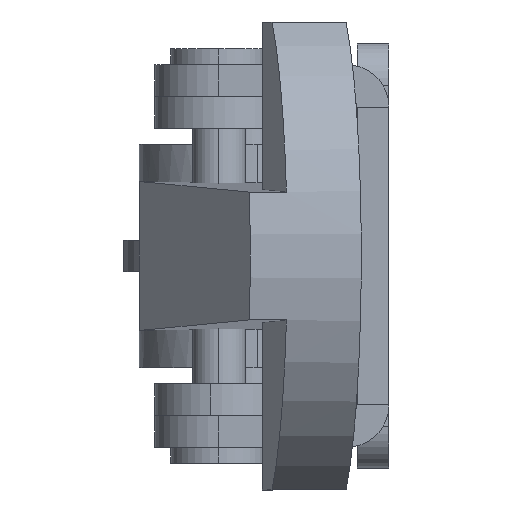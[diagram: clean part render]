
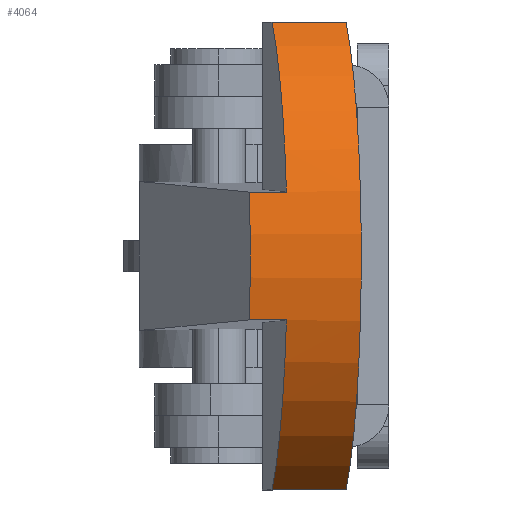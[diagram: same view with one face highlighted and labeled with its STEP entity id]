
A CAD part, left-side view. The second image highlights one B-rep face of the part: STEP entity #4064.
In plain terms, the highlighted cylindrical face has radius 25 mm (diameter 50 mm), a partial arc.
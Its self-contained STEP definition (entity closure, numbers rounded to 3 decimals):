
#97 = VERTEX_POINT ( 'NONE', #1296 ) ;
#142 = DIRECTION ( 'NONE',  ( 0., 1., 0. ) ) ;
#215 = DIRECTION ( 'NONE',  ( 0., 1., 0. ) ) ;
#417 = DIRECTION ( 'NONE',  ( 0., 1., 0. ) ) ;
#523 = VERTEX_POINT ( 'NONE', #884 ) ;
#648 = ORIENTED_EDGE ( 'NONE', *, *, #2704, .T. ) ;
#768 = DIRECTION ( 'NONE',  ( 0., 0., 1. ) ) ;
#808 = VERTEX_POINT ( 'NONE', #3707 ) ;
#851 = ORIENTED_EDGE ( 'NONE', *, *, #1458, .T. ) ;
#884 = CARTESIAN_POINT ( 'NONE',  ( 6.008, 0., -94.267 ) ) ;
#967 = LINE ( 'NONE', #1299, #1810 ) ;
#1002 = DIRECTION ( 'NONE',  ( 0., 0., 1. ) ) ;
#1037 = EDGE_LOOP ( 'NONE', ( #1608, #2249, #648, #2705, #2131, #2389, #1390, #851 ) ) ;
#1132 = DIRECTION ( 'NONE',  ( 0., 1., 0. ) ) ;
#1151 = DIRECTION ( 'NONE',  ( 0., 1., 0. ) ) ;
#1164 = CARTESIAN_POINT ( 'NONE',  ( 0., 10.5, -70. ) ) ;
#1221 = EDGE_CURVE ( 'NONE', #2740, #1963, #2177, .T. ) ;
#1237 = VECTOR ( 'NONE', #142, 1000. ) ;
#1266 = AXIS2_PLACEMENT_3D ( 'NONE', #1691, #3278, #768 ) ;
#1296 = CARTESIAN_POINT ( 'NONE',  ( -6.008, 3.5, -94.267 ) ) ;
#1299 = CARTESIAN_POINT ( 'NONE',  ( -22., 3.5, -81.874 ) ) ;
#1321 = CIRCLE ( 'NONE', #3815, 25. ) ;
#1390 = ORIENTED_EDGE ( 'NONE', *, *, #3232, .T. ) ;
#1403 = DIRECTION ( 'NONE',  ( 0., 0., 1. ) ) ;
#1458 = EDGE_CURVE ( 'NONE', #808, #1963, #967, .T. ) ;
#1459 = CARTESIAN_POINT ( 'NONE',  ( -6.008, 0., -94.267 ) ) ;
#1488 = CYLINDRICAL_SURFACE ( 'NONE', #1266, 25. ) ;
#1501 = EDGE_CURVE ( 'NONE', #523, #3010, #3573, .T. ) ;
#1581 = FACE_OUTER_BOUND ( 'NONE', #1037, .T. ) ;
#1590 = EDGE_CURVE ( 'NONE', #3465, #2740, #2168, .T. ) ;
#1608 = ORIENTED_EDGE ( 'NONE', *, *, #1221, .F. ) ;
#1641 = CARTESIAN_POINT ( 'NONE',  ( 0., 3.5, -70. ) ) ;
#1691 = CARTESIAN_POINT ( 'NONE',  ( 0., 3.5, -70. ) ) ;
#1733 = DIRECTION ( 'NONE',  ( 0., 0., 1. ) ) ;
#1737 = DIRECTION ( 'NONE',  ( 0., 1., 0. ) ) ;
#1781 = CIRCLE ( 'NONE', #3672, 25. ) ;
#1810 = VECTOR ( 'NONE', #2092, 1000. ) ;
#1963 = VERTEX_POINT ( 'NONE', #3764 ) ;
#1988 = VECTOR ( 'NONE', #1132, 1000. ) ;
#2031 = CARTESIAN_POINT ( 'NONE',  ( -6.008, -14.5, -94.267 ) ) ;
#2092 = DIRECTION ( 'NONE',  ( 0., 1., 0. ) ) ;
#2131 = ORIENTED_EDGE ( 'NONE', *, *, #3998, .T. ) ;
#2168 = LINE ( 'NONE', #3286, #3056 ) ;
#2177 = CIRCLE ( 'NONE', #2321, 25. ) ;
#2249 = ORIENTED_EDGE ( 'NONE', *, *, #1590, .F. ) ;
#2282 = AXIS2_PLACEMENT_3D ( 'NONE', #1641, #1151, #1403 ) ;
#2307 = CARTESIAN_POINT ( 'NONE',  ( 0., 0., -70. ) ) ;
#2321 = AXIS2_PLACEMENT_3D ( 'NONE', #1164, #215, #1002 ) ;
#2389 = ORIENTED_EDGE ( 'NONE', *, *, #4066, .T. ) ;
#2636 = DIRECTION ( 'NONE',  ( 0., 0., -1. ) ) ;
#2644 = CARTESIAN_POINT ( 'NONE',  ( 22., 3.5, -81.874 ) ) ;
#2674 = CIRCLE ( 'NONE', #2282, 25. ) ;
#2704 = EDGE_CURVE ( 'NONE', #3465, #3010, #2674, .T. ) ;
#2705 = ORIENTED_EDGE ( 'NONE', *, *, #1501, .F. ) ;
#2740 = VERTEX_POINT ( 'NONE', #3089 ) ;
#2985 = CARTESIAN_POINT ( 'NONE',  ( 0., 3.5, -70. ) ) ;
#3010 = VERTEX_POINT ( 'NONE', #3020 ) ;
#3020 = CARTESIAN_POINT ( 'NONE',  ( 6.008, 3.5, -94.267 ) ) ;
#3056 = VECTOR ( 'NONE', #3908, 1000. ) ;
#3089 = CARTESIAN_POINT ( 'NONE',  ( 22., 10.5, -81.874 ) ) ;
#3151 = VERTEX_POINT ( 'NONE', #1459 ) ;
#3164 = LINE ( 'NONE', #2031, #1237 ) ;
#3232 = EDGE_CURVE ( 'NONE', #97, #808, #1321, .T. ) ;
#3278 = DIRECTION ( 'NONE',  ( 0., 1., 0. ) ) ;
#3286 = CARTESIAN_POINT ( 'NONE',  ( 22., 3.5, -81.874 ) ) ;
#3465 = VERTEX_POINT ( 'NONE', #2644 ) ;
#3573 = LINE ( 'NONE', #3651, #1988 ) ;
#3651 = CARTESIAN_POINT ( 'NONE',  ( 6.008, -14.5, -94.267 ) ) ;
#3672 = AXIS2_PLACEMENT_3D ( 'NONE', #2307, #417, #2636 ) ;
#3707 = CARTESIAN_POINT ( 'NONE',  ( -22., 3.5, -81.874 ) ) ;
#3764 = CARTESIAN_POINT ( 'NONE',  ( -22., 10.5, -81.874 ) ) ;
#3815 = AXIS2_PLACEMENT_3D ( 'NONE', #2985, #1737, #1733 ) ;
#3908 = DIRECTION ( 'NONE',  ( 0., 1., 0. ) ) ;
#3998 = EDGE_CURVE ( 'NONE', #523, #3151, #1781, .T. ) ;
#4064 = ADVANCED_FACE ( 'NONE', ( #1581 ), #1488, .T. ) ;
#4066 = EDGE_CURVE ( 'NONE', #3151, #97, #3164, .T. ) ;
